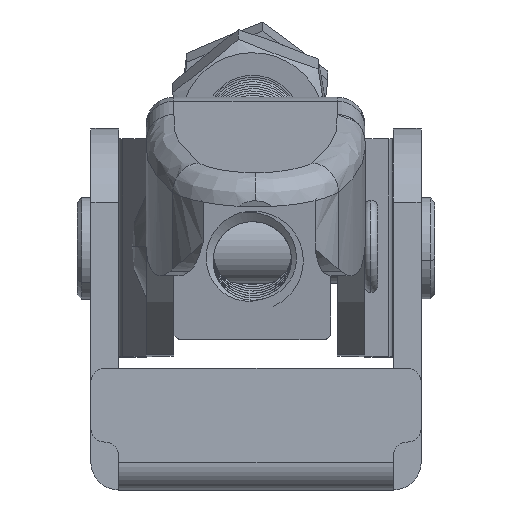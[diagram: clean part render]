
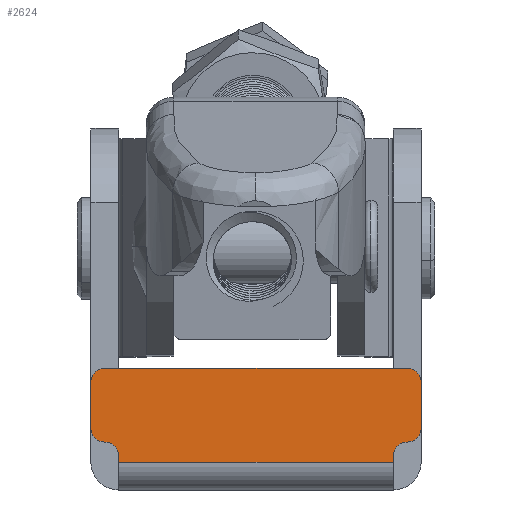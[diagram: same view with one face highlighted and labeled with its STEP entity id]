
A CAD part, left-side view. The second image highlights one B-rep face of the part: STEP entity #2624.
In plain terms, the highlighted planar face has unit normal (-1, 0, 0).
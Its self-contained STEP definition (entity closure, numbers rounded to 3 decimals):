
#517 = CARTESIAN_POINT ( 'NONE',  ( -44., 32.8, 3. ) ) ;
#1718 = CARTESIAN_POINT ( 'NONE',  ( -44., 1.5, 6.7 ) ) ;
#2517 = AXIS2_PLACEMENT_3D ( 'NONE', #10038, #35370, #13676 ) ;
#2624 = ADVANCED_FACE ( 'NONE', ( #43591 ), #33504, .F. ) ;
#3282 = AXIS2_PLACEMENT_3D ( 'NONE', #44295, #11815, #37133 ) ;
#3376 = CARTESIAN_POINT ( 'NONE',  ( -44., 32.8, 3.7 ) ) ;
#3742 = ORIENTED_EDGE ( 'NONE', *, *, #38587, .F. ) ;
#4161 = ORIENTED_EDGE ( 'NONE', *, *, #44602, .F. ) ;
#5373 = DIRECTION ( 'NONE',  ( 0., 0., -1. ) ) ;
#5376 = DIRECTION ( 'NONE',  ( 0., 0., -1. ) ) ;
#5545 = AXIS2_PLACEMENT_3D ( 'NONE', #17039, #42405, #20687 ) ;
#5915 = VECTOR ( 'NONE', #36221, 1000. ) ;
#7120 = DIRECTION ( 'NONE',  ( 0., 0., 1. ) ) ;
#7143 = VERTEX_POINT ( 'NONE', #3376 ) ;
#7795 = CARTESIAN_POINT ( 'NONE',  ( -44., 34.3, 3.7 ) ) ;
#8168 = LINE ( 'NONE', #14111, #37079 ) ;
#9032 = DIRECTION ( 'NONE',  ( -1., 0., 0. ) ) ;
#10038 = CARTESIAN_POINT ( 'NONE',  ( -44., 34.3, 6.7 ) ) ;
#10394 = CARTESIAN_POINT ( 'NONE',  ( -44., 0., 11.7 ) ) ;
#11119 = LINE ( 'NONE', #18402, #21952 ) ;
#11435 = DIRECTION ( 'NONE',  ( 0., 0., -1. ) ) ;
#11815 = DIRECTION ( 'NONE',  ( 1., 0., 0. ) ) ;
#12447 = ORIENTED_EDGE ( 'NONE', *, *, #34233, .T. ) ;
#12665 = VERTEX_POINT ( 'NONE', #10394 ) ;
#13388 = VERTEX_POINT ( 'NONE', #38204 ) ;
#13676 = DIRECTION ( 'NONE',  ( 0., 0., -1. ) ) ;
#13819 = DIRECTION ( 'NONE',  ( 0., 0., -1. ) ) ;
#13946 = LINE ( 'NONE', #14286, #23615 ) ;
#14111 = CARTESIAN_POINT ( 'NONE',  ( -44., 32.8, 0. ) ) ;
#14286 = CARTESIAN_POINT ( 'NONE',  ( -44., 0., 3. ) ) ;
#14525 = VERTEX_POINT ( 'NONE', #517 ) ;
#15056 = CARTESIAN_POINT ( 'NONE',  ( -44., 35.8, 11.7 ) ) ;
#15362 = EDGE_CURVE ( 'NONE', #24179, #32734, #43447, .T. ) ;
#15829 = CARTESIAN_POINT ( 'NONE',  ( -44., 0., 6.7 ) ) ;
#15938 = EDGE_CURVE ( 'NONE', #42894, #18699, #25869, .T. ) ;
#16180 = LINE ( 'NONE', #41378, #35442 ) ;
#17039 = CARTESIAN_POINT ( 'NONE',  ( -44., 34.3, 11.7 ) ) ;
#17835 = EDGE_CURVE ( 'NONE', #14525, #7143, #8168, .T. ) ;
#18402 = CARTESIAN_POINT ( 'NONE',  ( -44., 17.9, 13.2 ) ) ;
#18699 = VERTEX_POINT ( 'NONE', #29122 ) ;
#19349 = EDGE_CURVE ( 'NONE', #41048, #24179, #21786, .T. ) ;
#19614 = EDGE_CURVE ( 'NONE', #41677, #7143, #26858, .T. ) ;
#20161 = AXIS2_PLACEMENT_3D ( 'NONE', #7795, #33156, #11435 ) ;
#20548 = DIRECTION ( 'NONE',  ( 1., 0., 0. ) ) ;
#20687 = DIRECTION ( 'NONE',  ( 0., 0., -1. ) ) ;
#20927 = DIRECTION ( 'NONE',  ( 0., 0., -1. ) ) ;
#21786 = CIRCLE ( 'NONE', #5545, 1.5 ) ;
#21952 = VECTOR ( 'NONE', #40109, 1000. ) ;
#22307 = CARTESIAN_POINT ( 'NONE',  ( -44., 35.8, 6.7 ) ) ;
#23615 = VECTOR ( 'NONE', #13819, 1000. ) ;
#24179 = VERTEX_POINT ( 'NONE', #15056 ) ;
#24741 = ORIENTED_EDGE ( 'NONE', *, *, #15362, .T. ) ;
#25515 = CARTESIAN_POINT ( 'NONE',  ( -44., -26.523, 3. ) ) ;
#25869 = CIRCLE ( 'NONE', #44988, 1.5 ) ;
#26858 = CIRCLE ( 'NONE', #20161, 1.5 ) ;
#27131 = DIRECTION ( 'NONE',  ( -1., 0., 0. ) ) ;
#27922 = VERTEX_POINT ( 'NONE', #31817 ) ;
#28586 = ORIENTED_EDGE ( 'NONE', *, *, #19349, .T. ) ;
#29122 = CARTESIAN_POINT ( 'NONE',  ( -44., 1.5, 5.2 ) ) ;
#30756 = CARTESIAN_POINT ( 'NONE',  ( -44., 1.5, 11.7 ) ) ;
#31708 = AXIS2_PLACEMENT_3D ( 'NONE', #1718, #27131, #5373 ) ;
#31817 = CARTESIAN_POINT ( 'NONE',  ( -44., 3., 3. ) ) ;
#32734 = VERTEX_POINT ( 'NONE', #22307 ) ;
#33156 = DIRECTION ( 'NONE',  ( 1., 0., 0. ) ) ;
#33223 = CIRCLE ( 'NONE', #2517, 1.5 ) ;
#33504 = PLANE ( 'NONE',  #3282 ) ;
#33707 = LINE ( 'NONE', #25515, #5915 ) ;
#34233 = EDGE_CURVE ( 'NONE', #12665, #13388, #41826, .T. ) ;
#34402 = DIRECTION ( 'NONE',  ( 0., 0., -1. ) ) ;
#34728 = ORIENTED_EDGE ( 'NONE', *, *, #40921, .T. ) ;
#34754 = EDGE_LOOP ( 'NONE', ( #3742, #28586, #24741, #40646, #37516, #43121, #34728, #4161, #40896, #43866, #46689, #12447 ) ) ;
#35370 = DIRECTION ( 'NONE',  ( -1., 0., 0. ) ) ;
#35442 = VECTOR ( 'NONE', #5376, 1000. ) ;
#36221 = DIRECTION ( 'NONE',  ( 0., -1., 0. ) ) ;
#36340 = CARTESIAN_POINT ( 'NONE',  ( -44., 3., 3.7 ) ) ;
#37079 = VECTOR ( 'NONE', #7120, 1000. ) ;
#37133 = DIRECTION ( 'NONE',  ( 0., 0., -1. ) ) ;
#37147 = CIRCLE ( 'NONE', #31708, 1.5 ) ;
#37516 = ORIENTED_EDGE ( 'NONE', *, *, #19614, .T. ) ;
#38204 = CARTESIAN_POINT ( 'NONE',  ( -44., 1.5, 13.2 ) ) ;
#38587 = EDGE_CURVE ( 'NONE', #41048, #13388, #11119, .T. ) ;
#40109 = DIRECTION ( 'NONE',  ( 0., -1., 0. ) ) ;
#40424 = VERTEX_POINT ( 'NONE', #15829 ) ;
#40646 = ORIENTED_EDGE ( 'NONE', *, *, #43562, .T. ) ;
#40896 = ORIENTED_EDGE ( 'NONE', *, *, #15938, .T. ) ;
#40921 = EDGE_CURVE ( 'NONE', #14525, #27922, #33707, .T. ) ;
#41048 = VERTEX_POINT ( 'NONE', #41573 ) ;
#41051 = AXIS2_PLACEMENT_3D ( 'NONE', #30756, #9032, #34402 ) ;
#41378 = CARTESIAN_POINT ( 'NONE',  ( -44., 3., 0. ) ) ;
#41573 = CARTESIAN_POINT ( 'NONE',  ( -44., 34.3, 13.2 ) ) ;
#41677 = VERTEX_POINT ( 'NONE', #44540 ) ;
#41826 = CIRCLE ( 'NONE', #41051, 1.5 ) ;
#42254 = CARTESIAN_POINT ( 'NONE',  ( -44., 1.5, 3.7 ) ) ;
#42328 = VECTOR ( 'NONE', #20927, 1000. ) ;
#42405 = DIRECTION ( 'NONE',  ( -1., 0., 0. ) ) ;
#42894 = VERTEX_POINT ( 'NONE', #36340 ) ;
#43121 = ORIENTED_EDGE ( 'NONE', *, *, #17835, .F. ) ;
#43447 = LINE ( 'NONE', #46241, #42328 ) ;
#43562 = EDGE_CURVE ( 'NONE', #32734, #41677, #33223, .T. ) ;
#43591 = FACE_OUTER_BOUND ( 'NONE', #34754, .T. ) ;
#43626 = EDGE_CURVE ( 'NONE', #12665, #40424, #13946, .T. ) ;
#43866 = ORIENTED_EDGE ( 'NONE', *, *, #43916, .T. ) ;
#43916 = EDGE_CURVE ( 'NONE', #18699, #40424, #37147, .T. ) ;
#44295 = CARTESIAN_POINT ( 'NONE',  ( -44., -26.523, 3. ) ) ;
#44540 = CARTESIAN_POINT ( 'NONE',  ( -44., 34.3, 5.2 ) ) ;
#44602 = EDGE_CURVE ( 'NONE', #42894, #27922, #16180, .T. ) ;
#44988 = AXIS2_PLACEMENT_3D ( 'NONE', #42254, #20548, #45882 ) ;
#45882 = DIRECTION ( 'NONE',  ( 0., 0., -1. ) ) ;
#46241 = CARTESIAN_POINT ( 'NONE',  ( -44., 35.8, 3. ) ) ;
#46689 = ORIENTED_EDGE ( 'NONE', *, *, #43626, .F. ) ;
